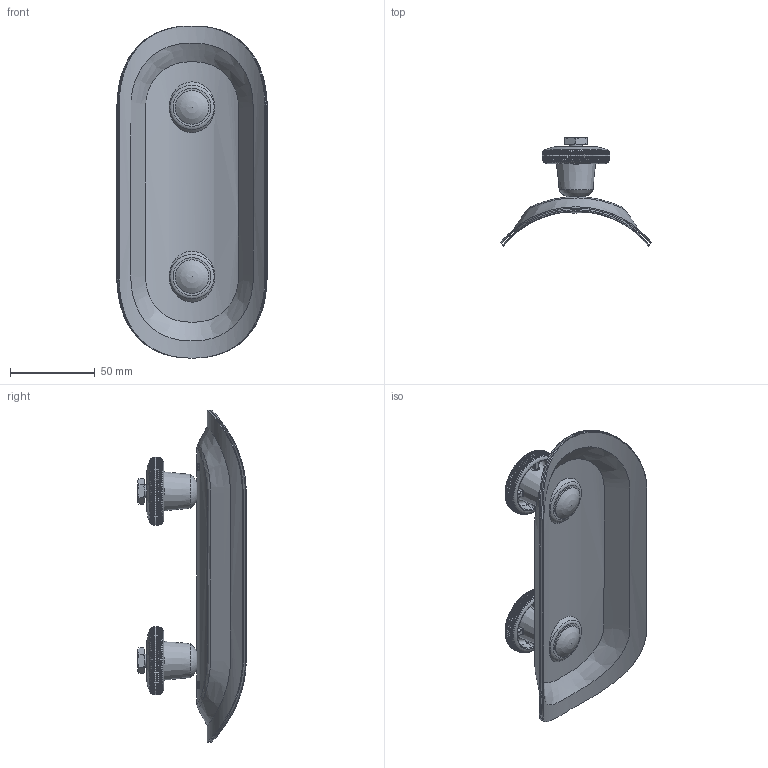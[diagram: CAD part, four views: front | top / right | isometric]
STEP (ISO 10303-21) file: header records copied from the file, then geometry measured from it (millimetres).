
FILE_DESCRIPTION(/* description */ (''),/* implementation_level */ '2;1');
FILE_NAME(/* name */ 'D03A-1005_RRD_18_112.stp',/* time_stamp */ '2016-03-09T16:04:48+01:00',/* author */ (''),/* organization */ (''),/* preprocessor_version */ 'ST-DEVELOPER v11',/* originating_system */ 'SIEMENS UGS NX 6.0',/* authorisation */ '');
FILE_SCHEMA (('CONFIG_CONTROL_DESIGN'));
Length unit declared in the file: millimetre
Products named in the file (1): perl6E7Dre91
Bounding box: 88.74 x 63.92 x 196 mm (x, y, z)
Volume: 35167.2 mm3; surface area: 95524 mm2
Topology: 6 solids, 8 shells, 1833 faces, 4127 edges, 2328 vertices
Faces by surface type: cone 774, plane 622, cylinder 234, bspline 117, torus 46, extrusion 36, sphere 4
Full cylindrical faces by diameter (mm): 6.647 x2, 6.8 x2, 7.8 x2, 9 x4, 10.4 x2, 20 x2
Entity records: 61287 total; most frequent: CARTESIAN_POINT 23687, ORIENTED_EDGE 8014, DIRECTION 7238, EDGE_CURVE 4007, AXIS2_PLACEMENT_3D 2785, VERTEX_POINT 2283, EDGE_LOOP 1942, ADVANCED_FACE 1833
